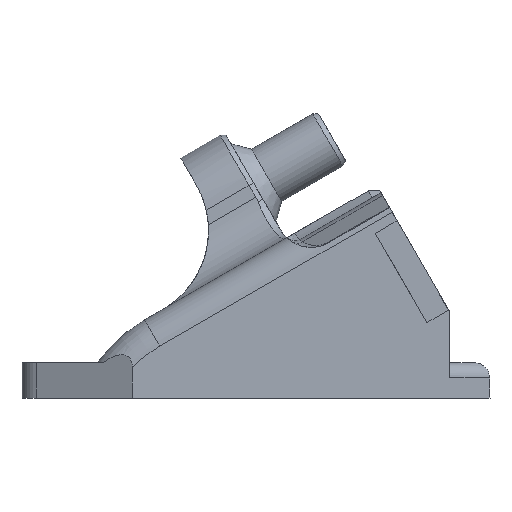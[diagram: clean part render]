
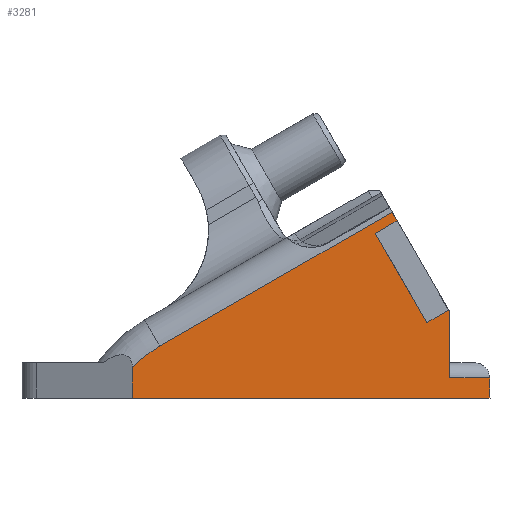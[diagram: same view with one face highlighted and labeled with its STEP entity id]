
A CAD part, left-side view. The second image highlights one B-rep face of the part: STEP entity #3281.
In plain terms, the highlighted planar face has unit normal (-1, 0, 0).
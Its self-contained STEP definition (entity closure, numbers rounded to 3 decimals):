
#120 = CARTESIAN_POINT ( 'NONE',  ( 50., 95.144, 0. ) ) ;
#159 = CARTESIAN_POINT ( 'NONE',  ( 50., 53.352, -10.512 ) ) ;
#190 = CARTESIAN_POINT ( 'NONE',  ( 50., 12.518, 14.927 ) ) ;
#277 = DIRECTION ( 'NONE',  ( 0., 0.5, 0.866 ) ) ;
#297 = VECTOR ( 'NONE', #1029, 1000. ) ;
#368 = VERTEX_POINT ( 'NONE', #1188 ) ;
#387 = ORIENTED_EDGE ( 'NONE', *, *, #978, .T. ) ;
#396 = VECTOR ( 'NONE', #959, 1000. ) ;
#450 = VECTOR ( 'NONE', #1433, 1000. ) ;
#451 = ORIENTED_EDGE ( 'NONE', *, *, #3232, .T. ) ;
#461 = ORIENTED_EDGE ( 'NONE', *, *, #2387, .F. ) ;
#541 = CARTESIAN_POINT ( 'NONE',  ( 50., 8.238, 17.514 ) ) ;
#550 = CARTESIAN_POINT ( 'NONE',  ( 50., 70.794, 0. ) ) ;
#614 = VECTOR ( 'NONE', #1307, 1000. ) ;
#648 = ORIENTED_EDGE ( 'NONE', *, *, #792, .F. ) ;
#764 = VECTOR ( 'NONE', #277, 1000. ) ;
#789 = CARTESIAN_POINT ( 'NONE',  ( 50., 0.084, 4. ) ) ;
#792 = EDGE_CURVE ( 'NONE', #2150, #368, #3244, .T. ) ;
#838 = AXIS2_PLACEMENT_3D ( 'NONE', #1124, #1451, #2053 ) ;
#915 = EDGE_CURVE ( 'NONE', #2453, #1556, #1654, .T. ) ;
#958 = AXIS2_PLACEMENT_3D ( 'NONE', #159, #2571, #3499 ) ;
#959 = DIRECTION ( 'NONE',  ( 0., -1., 0. ) ) ;
#978 = EDGE_CURVE ( 'NONE', #2826, #1365, #3265, .T. ) ;
#1008 = LINE ( 'NONE', #1367, #614 ) ;
#1029 = DIRECTION ( 'NONE',  ( 0., 1., 0. ) ) ;
#1124 = CARTESIAN_POINT ( 'NONE',  ( 50., 95.144, 0. ) ) ;
#1143 = CARTESIAN_POINT ( 'NONE',  ( 50., 0., 0. ) ) ;
#1146 = CARTESIAN_POINT ( 'NONE',  ( 50., 95.144, 0. ) ) ;
#1188 = CARTESIAN_POINT ( 'NONE',  ( 50., 65.352, 10.272 ) ) ;
#1246 = VERTEX_POINT ( 'NONE', #789 ) ;
#1262 = EDGE_CURVE ( 'NONE', #2150, #3551, #3216, .T. ) ;
#1264 = ORIENTED_EDGE ( 'NONE', *, *, #1891, .F. ) ;
#1298 = CARTESIAN_POINT ( 'NONE',  ( 50., 95.144, 4. ) ) ;
#1307 = DIRECTION ( 'NONE',  ( 0., -0.866, 0.5 ) ) ;
#1324 = AXIS2_PLACEMENT_3D ( 'NONE', #1146, #3892, #3001 ) ;
#1365 = VERTEX_POINT ( 'NONE', #2323 ) ;
#1367 = CARTESIAN_POINT ( 'NONE',  ( 50., 92.144, -5.196 ) ) ;
#1429 = CARTESIAN_POINT ( 'NONE',  ( 50., 22.718, 32.594 ) ) ;
#1433 = DIRECTION ( 'NONE',  ( 0., 0., -1. ) ) ;
#1451 = DIRECTION ( 'NONE',  ( 1., 0., 0. ) ) ;
#1504 = EDGE_CURVE ( 'NONE', #2759, #3587, #3620, .T. ) ;
#1556 = VERTEX_POINT ( 'NONE', #2185 ) ;
#1632 = VECTOR ( 'NONE', #3213, 1000. ) ;
#1654 = LINE ( 'NONE', #541, #764 ) ;
#1707 = CARTESIAN_POINT ( 'NONE',  ( 50., 70.794, 56.749 ) ) ;
#1738 = PLANE ( 'NONE',  #1324 ) ;
#1761 = CARTESIAN_POINT ( 'NONE',  ( 50., 7.988, 17.081 ) ) ;
#1792 = DIRECTION ( 'NONE',  ( 0., 0.5, 0.866 ) ) ;
#1858 = CARTESIAN_POINT ( 'NONE',  ( 50., 18.388, 35.094 ) ) ;
#1889 = VERTEX_POINT ( 'NONE', #1143 ) ;
#1891 = EDGE_CURVE ( 'NONE', #1246, #1889, #2621, .T. ) ;
#1963 = LINE ( 'NONE', #120, #297 ) ;
#1976 = CARTESIAN_POINT ( 'NONE',  ( 50., 12.518, 14.927 ) ) ;
#2053 = DIRECTION ( 'NONE',  ( 0., 0., -1. ) ) ;
#2070 = CARTESIAN_POINT ( 'NONE',  ( 50., 22.718, 32.594 ) ) ;
#2128 = CARTESIAN_POINT ( 'NONE',  ( 50., 22.718, 32.594 ) ) ;
#2150 = VERTEX_POINT ( 'NONE', #2339 ) ;
#2175 = VECTOR ( 'NONE', #3568, 1000. ) ;
#2185 = CARTESIAN_POINT ( 'NONE',  ( 50., 19.381, 36.814 ) ) ;
#2299 = ORIENTED_EDGE ( 'NONE', *, *, #1262, .T. ) ;
#2320 = ORIENTED_EDGE ( 'NONE', *, *, #3543, .F. ) ;
#2323 = CARTESIAN_POINT ( 'NONE',  ( 50., 7.988, 17.081 ) ) ;
#2339 = CARTESIAN_POINT ( 'NONE',  ( 50., 70.794, 5.974 ) ) ;
#2353 = ORIENTED_EDGE ( 'NONE', *, *, #3764, .F. ) ;
#2361 = CARTESIAN_POINT ( 'NONE',  ( 50., 7.988, 4. ) ) ;
#2375 = FACE_OUTER_BOUND ( 'NONE', #3147, .T. ) ;
#2387 = EDGE_CURVE ( 'NONE', #2826, #1246, #2685, .T. ) ;
#2438 = ORIENTED_EDGE ( 'NONE', *, *, #1504, .T. ) ;
#2453 = VERTEX_POINT ( 'NONE', #1858 ) ;
#2457 = VECTOR ( 'NONE', #1792, 1000. ) ;
#2571 = DIRECTION ( 'NONE',  ( 1., 0., 0. ) ) ;
#2597 = CARTESIAN_POINT ( 'NONE',  ( 50., 8.188, 17.427 ) ) ;
#2600 = ORIENTED_EDGE ( 'NONE', *, *, #3858, .T. ) ;
#2621 = CIRCLE ( 'NONE', #838, 95.144 ) ;
#2645 = DIRECTION ( 'NONE',  ( 0., -0.866, 0.5 ) ) ;
#2685 = LINE ( 'NONE', #1298, #396 ) ;
#2759 = VERTEX_POINT ( 'NONE', #1976 ) ;
#2826 = VERTEX_POINT ( 'NONE', #2361 ) ;
#2843 = CARTESIAN_POINT ( 'NONE',  ( 50., 8.238, 17.514 ) ) ;
#2940 = LINE ( 'NONE', #1429, #1632 ) ;
#2946 = LINE ( 'NONE', #190, #3534 ) ;
#2970 = DIRECTION ( 'NONE',  ( 0., 0., 1. ) ) ;
#3001 = DIRECTION ( 'NONE',  ( 0., 0., 1. ) ) ;
#3147 = EDGE_LOOP ( 'NONE', ( #387, #451, #2320, #2438, #2600, #3167, #3881, #648, #2299, #2353, #1264, #461 ) ) ;
#3167 = ORIENTED_EDGE ( 'NONE', *, *, #915, .T. ) ;
#3213 = DIRECTION ( 'NONE',  ( 0., -0.866, 0.5 ) ) ;
#3216 = LINE ( 'NONE', #1707, #450 ) ;
#3232 = EDGE_CURVE ( 'NONE', #1365, #3933, #3736, .T. ) ;
#3244 = CIRCLE ( 'NONE', #958, 24. ) ;
#3265 = LINE ( 'NONE', #1761, #3619 ) ;
#3281 = ADVANCED_FACE ( 'NONE', ( #2375 ), #1738, .F. ) ;
#3499 = DIRECTION ( 'NONE',  ( 0., 0., 1. ) ) ;
#3534 = VECTOR ( 'NONE', #2645, 1000. ) ;
#3543 = EDGE_CURVE ( 'NONE', #2759, #3933, #2946, .T. ) ;
#3551 = VERTEX_POINT ( 'NONE', #550 ) ;
#3568 = DIRECTION ( 'NONE',  ( 0., 0.5, 0.866 ) ) ;
#3587 = VERTEX_POINT ( 'NONE', #2128 ) ;
#3619 = VECTOR ( 'NONE', #2970, 1000. ) ;
#3620 = LINE ( 'NONE', #2070, #2175 ) ;
#3735 = EDGE_CURVE ( 'NONE', #368, #1556, #1008, .T. ) ;
#3736 = LINE ( 'NONE', #2843, #2457 ) ;
#3764 = EDGE_CURVE ( 'NONE', #1889, #3551, #1963, .T. ) ;
#3858 = EDGE_CURVE ( 'NONE', #3587, #2453, #2940, .T. ) ;
#3881 = ORIENTED_EDGE ( 'NONE', *, *, #3735, .F. ) ;
#3892 = DIRECTION ( 'NONE',  ( 1., 0., 0. ) ) ;
#3933 = VERTEX_POINT ( 'NONE', #2597 ) ;
